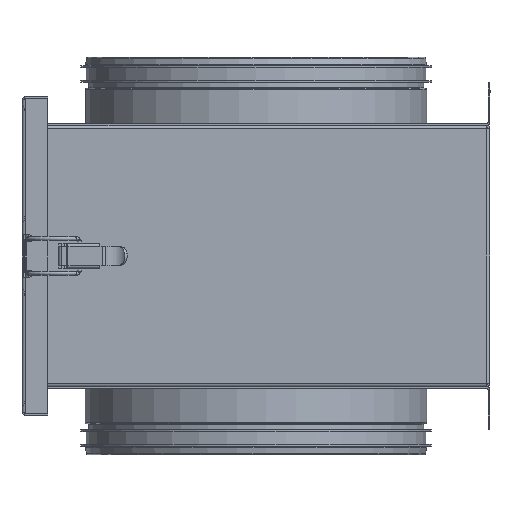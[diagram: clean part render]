
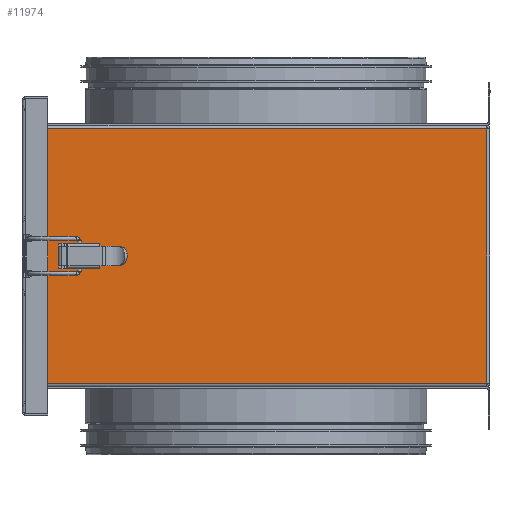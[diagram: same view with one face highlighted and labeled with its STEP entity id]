
A CAD part, left-side view. The second image highlights one B-rep face of the part: STEP entity #11974.
In plain terms, the highlighted planar face has unit normal (-1, 0, 0).
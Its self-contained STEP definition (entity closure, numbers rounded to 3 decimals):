
#177=FACE_BOUND('',#2468,.T.);
#178=FACE_BOUND('',#2469,.T.);
#179=FACE_BOUND('',#2470,.T.);
#746=CIRCLE('',#12547,10.);
#1676=FACE_OUTER_BOUND('',#2467,.T.);
#2467=EDGE_LOOP('',(#10266,#10267,#10268,#10269,#10270,#10271,#10272,#10273,
#10274,#10275,#10276,#10277));
#2468=EDGE_LOOP('',(#10278,#10279,#10280,#10281));
#2469=EDGE_LOOP('',(#10282,#10283,#10284,#10285));
#2470=EDGE_LOOP('',(#10286,#10287,#10288,#10289,#10290,#10291,#10292,#10293));
#2567=LINE('',#16820,#3595);
#2599=LINE('',#17002,#3627);
#2831=LINE('',#18064,#3859);
#2833=LINE('',#18072,#3861);
#2841=LINE('',#18099,#3869);
#2843=LINE('',#18107,#3871);
#2853=LINE('',#18139,#3881);
#2866=LINE('',#18170,#3894);
#2904=LINE('',#18344,#3932);
#2925=LINE('',#18399,#3953);
#2952=LINE('',#18469,#3980);
#2963=LINE('',#18509,#3991);
#2969=LINE('',#18528,#3997);
#2977=LINE('',#18546,#4005);
#2988=LINE('',#18577,#4016);
#2990=LINE('',#18580,#4018);
#2992=LINE('',#18586,#4020);
#3471=LINE('',#20356,#4499);
#3484=LINE('',#20413,#4512);
#3509=LINE('',#20507,#4537);
#3510=LINE('',#20509,#4538);
#3511=LINE('',#20511,#4539);
#3512=LINE('',#20513,#4540);
#3513=LINE('',#20515,#4541);
#3514=LINE('',#20517,#4542);
#3515=LINE('',#20519,#4543);
#3516=LINE('',#20520,#4544);
#3595=VECTOR('',#13341,10.);
#3627=VECTOR('',#13449,10.);
#3859=VECTOR('',#14233,10.);
#3861=VECTOR('',#14241,10.);
#3869=VECTOR('',#14261,10.);
#3871=VECTOR('',#14269,10.);
#3881=VECTOR('',#14295,10.);
#3894=VECTOR('',#14326,10.);
#3932=VECTOR('',#14460,10.);
#3953=VECTOR('',#14523,10.);
#3980=VECTOR('',#14598,10.);
#3991=VECTOR('',#14635,10.);
#3997=VECTOR('',#14651,10.);
#4005=VECTOR('',#14669,10.);
#4016=VECTOR('',#14700,10.);
#4018=VECTOR('',#14704,10.);
#4020=VECTOR('',#14712,10.);
#4499=VECTOR('',#16313,10.);
#4512=VECTOR('',#16340,10.);
#4537=VECTOR('',#16405,10.);
#4538=VECTOR('',#16406,10.);
#4539=VECTOR('',#16407,10.);
#4540=VECTOR('',#16408,10.);
#4541=VECTOR('',#16409,10.);
#4542=VECTOR('',#16410,10.);
#4543=VECTOR('',#16411,10.);
#4544=VECTOR('',#16412,10.);
#4652=VERTEX_POINT('',#16817);
#4653=VERTEX_POINT('',#16819);
#4706=VERTEX_POINT('',#16999);
#4707=VERTEX_POINT('',#17001);
#4932=VERTEX_POINT('',#18062);
#4933=VERTEX_POINT('',#18063);
#4936=VERTEX_POINT('',#18071);
#4948=VERTEX_POINT('',#18097);
#4949=VERTEX_POINT('',#18098);
#4952=VERTEX_POINT('',#18106);
#4966=VERTEX_POINT('',#18138);
#5007=VERTEX_POINT('',#18343);
#5038=VERTEX_POINT('',#18467);
#5039=VERTEX_POINT('',#18468);
#5055=VERTEX_POINT('',#18507);
#5063=VERTEX_POINT('',#18527);
#5068=VERTEX_POINT('',#18544);
#5077=VERTEX_POINT('',#18574);
#5078=VERTEX_POINT('',#18576);
#5079=VERTEX_POINT('',#18582);
#5526=VERTEX_POINT('',#20348);
#5532=VERTEX_POINT('',#20412);
#5544=VERTEX_POINT('',#20508);
#5545=VERTEX_POINT('',#20510);
#5546=VERTEX_POINT('',#20512);
#5547=VERTEX_POINT('',#20514);
#5548=VERTEX_POINT('',#20516);
#5549=VERTEX_POINT('',#20518);
#5662=EDGE_CURVE('',#4652,#4653,#2567,.T.);
#5726=EDGE_CURVE('',#4706,#4707,#2599,.T.);
#6112=EDGE_CURVE('',#4932,#4933,#2831,.T.);
#6116=EDGE_CURVE('',#4936,#4932,#2833,.T.);
#6129=EDGE_CURVE('',#4948,#4949,#2841,.T.);
#6133=EDGE_CURVE('',#4952,#4948,#2843,.T.);
#6149=EDGE_CURVE('',#4933,#4966,#2853,.T.);
#6166=EDGE_CURVE('',#4966,#4936,#2866,.T.);
#6227=EDGE_CURVE('',#4949,#5007,#2904,.T.);
#6256=EDGE_CURVE('',#5007,#4952,#2925,.T.);
#6288=EDGE_CURVE('',#5038,#5039,#2952,.T.);
#6309=EDGE_CURVE('',#5039,#5055,#2963,.T.);
#6318=EDGE_CURVE('',#5063,#5038,#2969,.T.);
#6328=EDGE_CURVE('',#5055,#5068,#2977,.T.);
#6343=EDGE_CURVE('',#5078,#5077,#2988,.T.);
#6345=EDGE_CURVE('',#5068,#5078,#2990,.T.);
#6346=EDGE_CURVE('',#5077,#5079,#746,.T.);
#6348=EDGE_CURVE('',#5079,#5063,#2992,.T.);
#7099=EDGE_CURVE('',#4706,#5526,#3471,.T.);
#7114=EDGE_CURVE('',#5532,#4653,#3484,.T.);
#7147=EDGE_CURVE('',#5526,#5532,#3509,.T.);
#7148=EDGE_CURVE('',#4652,#5544,#3510,.T.);
#7149=EDGE_CURVE('',#5544,#5545,#3511,.T.);
#7150=EDGE_CURVE('',#5545,#5546,#3512,.T.);
#7151=EDGE_CURVE('',#5546,#5547,#3513,.T.);
#7152=EDGE_CURVE('',#5547,#5548,#3514,.T.);
#7153=EDGE_CURVE('',#5548,#5549,#3515,.T.);
#7154=EDGE_CURVE('',#5549,#4707,#3516,.T.);
#10266=ORIENTED_EDGE('',*,*,#7099,.T.);
#10267=ORIENTED_EDGE('',*,*,#7147,.T.);
#10268=ORIENTED_EDGE('',*,*,#7114,.T.);
#10269=ORIENTED_EDGE('',*,*,#5662,.F.);
#10270=ORIENTED_EDGE('',*,*,#7148,.T.);
#10271=ORIENTED_EDGE('',*,*,#7149,.T.);
#10272=ORIENTED_EDGE('',*,*,#7150,.T.);
#10273=ORIENTED_EDGE('',*,*,#7151,.T.);
#10274=ORIENTED_EDGE('',*,*,#7152,.T.);
#10275=ORIENTED_EDGE('',*,*,#7153,.T.);
#10276=ORIENTED_EDGE('',*,*,#7154,.T.);
#10277=ORIENTED_EDGE('',*,*,#5726,.F.);
#10278=ORIENTED_EDGE('',*,*,#6116,.T.);
#10279=ORIENTED_EDGE('',*,*,#6112,.T.);
#10280=ORIENTED_EDGE('',*,*,#6149,.T.);
#10281=ORIENTED_EDGE('',*,*,#6166,.T.);
#10282=ORIENTED_EDGE('',*,*,#6133,.T.);
#10283=ORIENTED_EDGE('',*,*,#6129,.T.);
#10284=ORIENTED_EDGE('',*,*,#6227,.T.);
#10285=ORIENTED_EDGE('',*,*,#6256,.T.);
#10286=ORIENTED_EDGE('',*,*,#6343,.T.);
#10287=ORIENTED_EDGE('',*,*,#6346,.T.);
#10288=ORIENTED_EDGE('',*,*,#6348,.T.);
#10289=ORIENTED_EDGE('',*,*,#6318,.T.);
#10290=ORIENTED_EDGE('',*,*,#6288,.T.);
#10291=ORIENTED_EDGE('',*,*,#6309,.T.);
#10292=ORIENTED_EDGE('',*,*,#6328,.T.);
#10293=ORIENTED_EDGE('',*,*,#6345,.T.);
#10907=PLANE('',#13136);
#11974=ADVANCED_FACE('',(#1676,#177,#178,#179),#10907,.F.);
#12547=AXIS2_PLACEMENT_3D('',#18583,#14707,#14708);
#13136=AXIS2_PLACEMENT_3D('',#20506,#16403,#16404);
#13341=DIRECTION('',(0.,0.,1.));
#13449=DIRECTION('',(0.,0.,1.));
#14233=DIRECTION('',(0.,0.,1.));
#14241=DIRECTION('',(0.,1.,0.));
#14261=DIRECTION('',(0.,0.,-1.));
#14269=DIRECTION('',(0.,-1.,0.));
#14295=DIRECTION('',(0.,-1.,0.));
#14326=DIRECTION('',(0.,0.,-1.));
#14460=DIRECTION('',(0.,1.,0.));
#14523=DIRECTION('',(0.,0.,1.));
#14598=DIRECTION('',(0.,1.,0.));
#14635=DIRECTION('',(0.,0.,1.));
#14651=DIRECTION('',(0.,0.,-1.));
#14669=DIRECTION('',(0.,-1.,0.));
#14700=DIRECTION('',(0.,-1.,0.));
#14704=DIRECTION('',(0.,0.,-1.));
#14707=DIRECTION('center_axis',(1.,0.,0.));
#14708=DIRECTION('ref_axis',(0.,1.,0.));
#14712=DIRECTION('',(0.,1.,0.));
#16313=DIRECTION('',(0.,-1.,0.));
#16340=DIRECTION('',(0.,1.,0.));
#16403=DIRECTION('center_axis',(1.,0.,0.));
#16404=DIRECTION('ref_axis',(0.,0.,
1.));
#16405=DIRECTION('',(0.,0.,1.));
#16406=DIRECTION('',(0.,-1.,0.));
#16407=DIRECTION('',(0.,0.,-1.));
#16408=DIRECTION('',(0.,1.,0.));
#16409=DIRECTION('',(0.,0.,-1.));
#16410=DIRECTION('',(0.,-1.,0.));
#16411=DIRECTION('',(0.,0.,-1.));
#16412=DIRECTION('',(0.,1.,0.));
#16817=CARTESIAN_POINT('',(-155.,270.,61.01));
#16819=CARTESIAN_POINT('',(-155.,270.,74.));
#16820=CARTESIAN_POINT('',(-155.,270.,-76.));
#16999=CARTESIAN_POINT('',(-155.,270.,-74.));
#17001=CARTESIAN_POINT('',(-155.,270.,-61.01));
#17002=CARTESIAN_POINT('',(-155.,270.,-76.));
#18062=CARTESIAN_POINT('',(-155.,232.719,5.65));
#18063=CARTESIAN_POINT('',(-155.,232.719,7.25));
#18064=CARTESIAN_POINT('',(-155.,232.719,7.25));
#18071=CARTESIAN_POINT('',(-155.,227.642,5.65));
#18072=CARTESIAN_POINT('',(-155.,180.784,5.65));
#18097=CARTESIAN_POINT('',(-155.,227.642,-5.65));
#18098=CARTESIAN_POINT('',(-155.,227.642,-7.25));
#18099=CARTESIAN_POINT('',(-155.,227.642,-5.65));
#18106=CARTESIAN_POINT('',(-155.,232.719,-5.65));
#18107=CARTESIAN_POINT('',(-155.,180.785,-5.65));
#18138=CARTESIAN_POINT('',(-155.,227.642,7.25));
#18139=CARTESIAN_POINT('',(-155.,180.784,7.25));
#18170=CARTESIAN_POINT('',(-155.,227.642,7.25));
#18343=CARTESIAN_POINT('',(-155.,232.719,-7.25));
#18344=CARTESIAN_POINT('',(-155.,180.785,-7.25));
#18399=CARTESIAN_POINT('',(-155.,232.719,-5.65));
#18467=CARTESIAN_POINT('',(-155.,234.6,-7.5));
#18468=CARTESIAN_POINT('',(-155.,236.9,-7.5));
#18469=CARTESIAN_POINT('',(-155.,191.106,-7.5));
#18507=CARTESIAN_POINT('',(-155.,236.9,7.5));
#18509=CARTESIAN_POINT('',(-155.,236.9,-7.5));
#18527=CARTESIAN_POINT('',(-155.,234.6,-5.5));
#18528=CARTESIAN_POINT('',(-155.,234.6,-2.75));
#18544=CARTESIAN_POINT('',(-155.,234.6,7.5));
#18546=CARTESIAN_POINT('',(-155.,191.106,7.5));
#18574=CARTESIAN_POINT('',(-155.,215.548,5.5));
#18576=CARTESIAN_POINT('',(-155.,234.6,5.5));
#18577=CARTESIAN_POINT('',(-155.,184.735,5.5));
#18580=CARTESIAN_POINT('',(-155.,234.6,2.75));
#18582=CARTESIAN_POINT('',(-155.,215.548,-5.5));
#18583=CARTESIAN_POINT('Origin',(-155.,223.9,0.));
#18586=CARTESIAN_POINT('',(-155.,184.735,-5.5));
#20348=CARTESIAN_POINT('',(-155.,2.,-74.));
#20356=CARTESIAN_POINT('',(-155.,202.435,-74.));
#20412=CARTESIAN_POINT('',(-155.,2.,74.));
#20413=CARTESIAN_POINT('',(-155.,68.435,74.));
#20506=CARTESIAN_POINT('Origin',(-155.,134.869,0.));
#20507=CARTESIAN_POINT('',(-155.,2.,0.));
#20508=CARTESIAN_POINT('',(-155.,267.99,61.01));
#20509=CARTESIAN_POINT('',(-155.,202.435,61.01));
#20510=CARTESIAN_POINT('',(-155.,267.99,61.));
#20511=CARTESIAN_POINT('',(-155.,267.99,30.505));
#20512=CARTESIAN_POINT('',(-155.,268.,61.));
#20513=CARTESIAN_POINT('',(-155.,201.43,61.));
#20514=CARTESIAN_POINT('',(-155.,268.,-61.));
#20515=CARTESIAN_POINT('',(-155.,268.,30.5));
#20516=CARTESIAN_POINT('',(-155.,267.99,-61.));
#20517=CARTESIAN_POINT('',(-155.,202.435,-61.));
#20518=CARTESIAN_POINT('',(-155.,267.99,-61.01));
#20519=CARTESIAN_POINT('',(-155.,267.99,-30.5));
#20520=CARTESIAN_POINT('',(-155.,201.43,-61.01));
